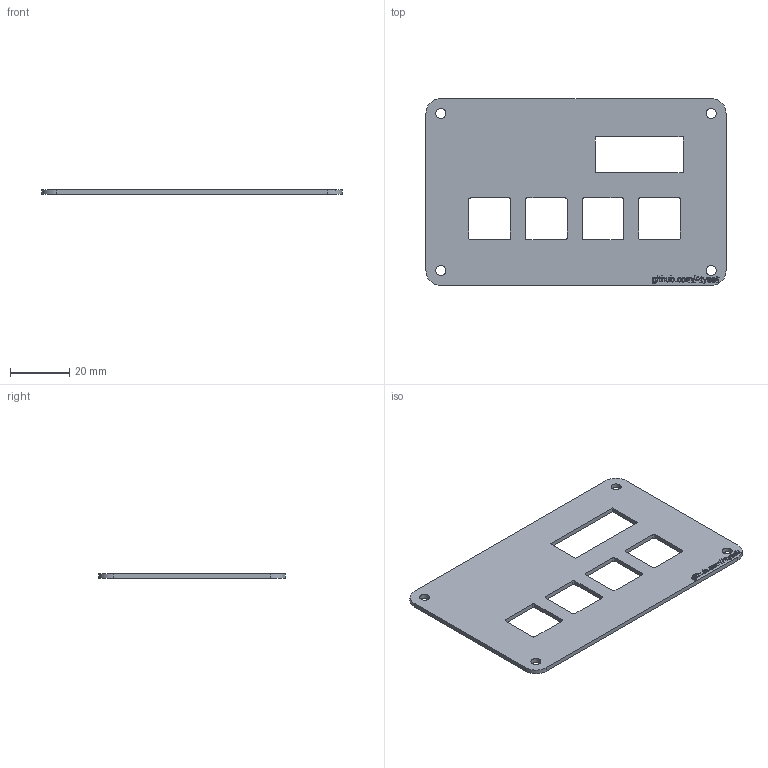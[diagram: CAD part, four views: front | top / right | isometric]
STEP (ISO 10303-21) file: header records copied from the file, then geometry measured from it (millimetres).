
FILE_DESCRIPTION(/* description */ (''),/* implementation_level */ '2;1');
FILE_NAME(/* name */ 'usbmacropad_top_case.step',/* time_stamp */ '2026-01-01T21:37:44+01:00',/* author */ (''),/* organization */ (''),/* preprocessor_version */ 'ST-DEVELOPER v20.1',/* originating_system */ 'Autodesk Translation Framework v14.21.0.0',/* authorisation */ '');
FILE_SCHEMA (('AUTOMOTIVE_DESIGN { 1 0 10303 214 3 1 1 }'));
Length unit declared in the file: millimetre
Products named in the file (1): 2026-01-01-20-16-04-820
Bounding box: 100.96 x 62.86 x 1.5 mm (x, y, z)
Volume: 7725.1 mm3; surface area: 11327.6 mm2
Topology: 1 solids, 1 shells, 375 faces, 1050 edges, 700 vertices
Faces by surface type: bspline 189, plane 162, cylinder 24
Full cylindrical faces by diameter (mm): 3.4 x4
Entity records: 13811 total; most frequent: CARTESIAN_POINT 5339, ORIENTED_EDGE 2100, DIRECTION 1094, EDGE_CURVE 1050, VERTEX_POINT 700, LINE 624, VECTOR 624, EDGE_LOOP 416
